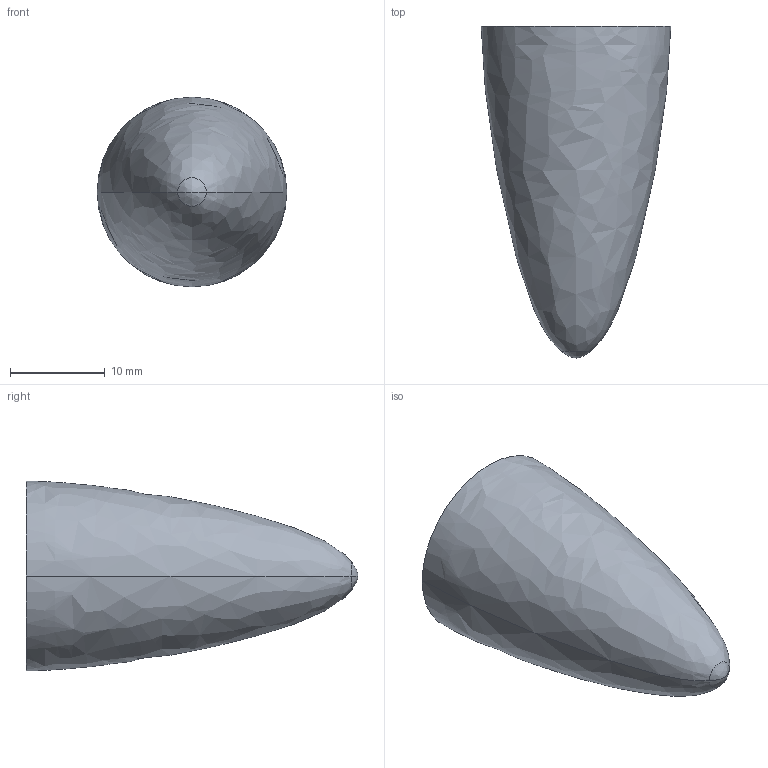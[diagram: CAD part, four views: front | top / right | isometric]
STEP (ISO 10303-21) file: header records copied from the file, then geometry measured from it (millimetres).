
FILE_DESCRIPTION (( 'STEP AP214' ), '1' );
FILE_NAME ('Pied conique a usiner v2a stepAP214.STEP', '2018-12-15T08:34:35', ( '' ), ( '' ), 'SwSTEP 2.0', 'SolidWorks 2017', '' );
FILE_SCHEMA (( 'AUTOMOTIVE_DESIGN' ));
Length unit declared in the file: millimetre
Products named in the file (1): Pied conique a usiner v2a stepAP214
Bounding box: 20 x 35 x 20 mm (x, y, z)
Volume: 6283.6 mm3; surface area: 2195.6 mm2
Topology: 1 solids, 1 shells, 9 faces, 20 edges, 10 vertices
Faces by surface type: bspline 4, cylinder 2, cone 2, plane 1
Entity records: 346 total; most frequent: CARTESIAN_POINT 128, ORIENTED_EDGE 32, DIRECTION 32, EDGE_CURVE 16, AXIS2_PLACEMENT_3D 14, VERTEX_POINT 10, EDGE_LOOP 10, FACE_OUTER_BOUND 9
